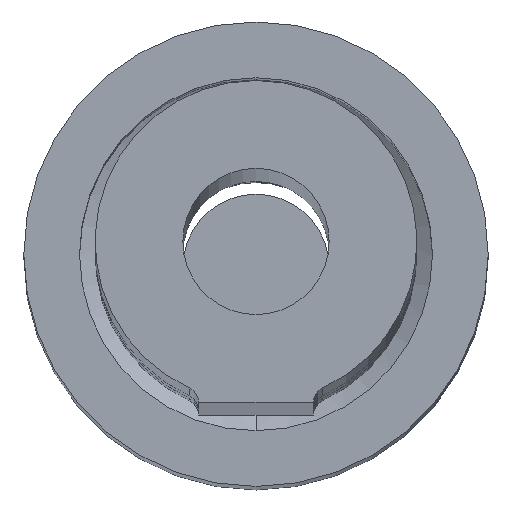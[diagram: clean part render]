
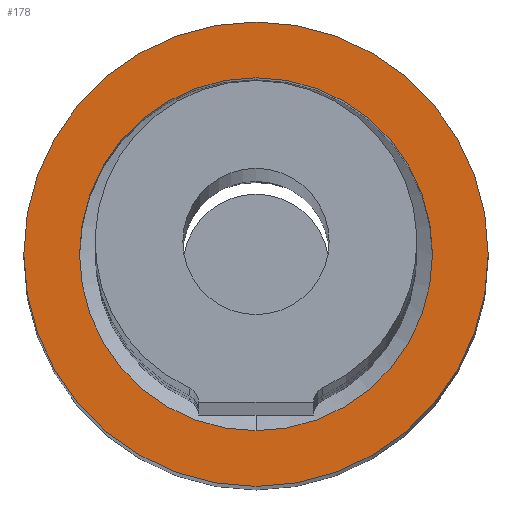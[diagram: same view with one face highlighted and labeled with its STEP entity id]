
A CAD part, top view. The second image highlights one B-rep face of the part: STEP entity #178.
In plain terms, the highlighted face is planar.
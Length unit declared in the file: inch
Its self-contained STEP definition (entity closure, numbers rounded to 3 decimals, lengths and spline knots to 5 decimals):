
#1=CARTESIAN_POINT('',(-0.275,0.,0.));
#2=DIRECTION('',(1.,0.,0.));
#3=DIRECTION('',(0.,0.,-1.));
#4=AXIS2_PLACEMENT_3D('',#1,#2,#3);
#6=CARTESIAN_POINT('',(-0.275,0.,0.));
#7=DIRECTION('',(1.,0.,0.));
#8=DIRECTION('',(0.,0.,1.));
#9=AXIS2_PLACEMENT_3D('',#6,#7,#8);
#11=CARTESIAN_POINT('',(-0.275,0.,0.));
#12=DIRECTION('',(1.,0.,0.));
#13=DIRECTION('',(0.,1.,0.));
#14=AXIS2_PLACEMENT_3D('',#11,#12,#13);
#16=CARTESIAN_POINT('',(-0.275,0.,0.));
#17=DIRECTION('',(1.,0.,0.));
#18=DIRECTION('',(0.,-1.,0.));
#19=AXIS2_PLACEMENT_3D('',#16,#17,#18);
#129=CARTESIAN_POINT('',(-0.275,0.,-0.0625));
#130=CARTESIAN_POINT('',(-0.275,0.,0.0625));
#131=VERTEX_POINT('',#129);
#132=VERTEX_POINT('',#130);
#137=CARTESIAN_POINT('',(-0.275,0.0475,0.));
#138=CARTESIAN_POINT('',(-0.275,-0.0475,0.));
#139=VERTEX_POINT('',#137);
#140=VERTEX_POINT('',#138);
#161=CARTESIAN_POINT('',(-0.275,0.,0.));
#162=DIRECTION('',(1.,0.,0.));
#163=DIRECTION('',(0.,0.,-1.));
#164=AXIS2_PLACEMENT_3D('',#161,#162,#163);
#165=PLANE('',#164);
#167=ORIENTED_EDGE('',*,*,#166,.T.);
#169=ORIENTED_EDGE('',*,*,#168,.T.);
#170=EDGE_LOOP('',(#167,#169));
#171=FACE_OUTER_BOUND('',#170,.F.);
#173=ORIENTED_EDGE('',*,*,#172,.F.);
#175=ORIENTED_EDGE('',*,*,#174,.F.);
#176=EDGE_LOOP('',(#173,#175));
#177=FACE_BOUND('',#176,.F.);
#178=ADVANCED_FACE('',(#171,#177),#165,.F.);
#5=CIRCLE('',#4,0.0625);
#10=CIRCLE('',#9,0.0625);
#15=CIRCLE('',#14,0.0475);
#20=CIRCLE('',#19,0.0475);
#166=EDGE_CURVE('',#131,#132,#5,.T.);
#168=EDGE_CURVE('',#132,#131,#10,.T.);
#172=EDGE_CURVE('',#139,#140,#15,.T.);
#174=EDGE_CURVE('',#140,#139,#20,.T.);
